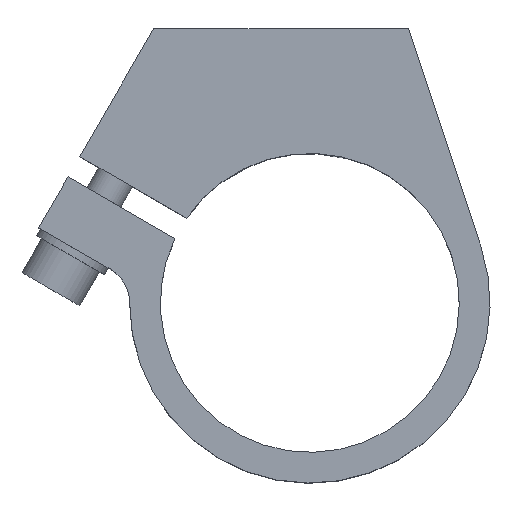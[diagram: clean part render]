
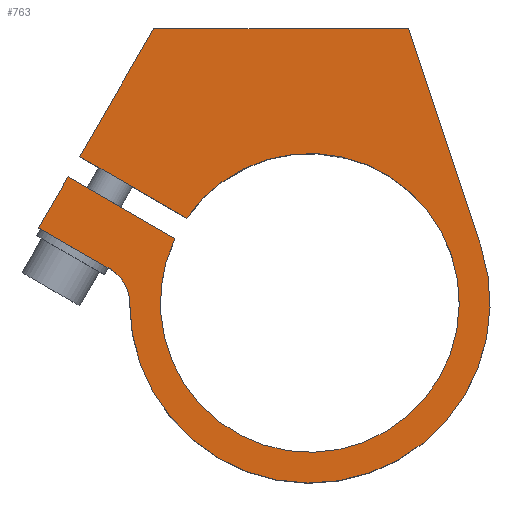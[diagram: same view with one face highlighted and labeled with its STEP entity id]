
A CAD part, top view. The second image highlights one B-rep face of the part: STEP entity #763.
In plain terms, the highlighted planar face has unit normal (0, 0, 1).
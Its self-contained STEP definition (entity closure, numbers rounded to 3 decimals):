
#30=LINE('',#1109,#54);
#34=LINE('',#1117,#58);
#37=LINE('',#1125,#61);
#42=LINE('',#1143,#66);
#45=LINE('',#1157,#69);
#48=LINE('',#1163,#72);
#51=LINE('',#1171,#75);
#54=VECTOR('',#899,1000.);
#58=VECTOR('',#905,1000.);
#61=VECTOR('',#912,1000.);
#66=VECTOR('',#931,1000.);
#69=VECTOR('',#944,1000.);
#72=VECTOR('',#949,1000.);
#75=VECTOR('',#956,1000.);
#83=PLANE('',#833);
#104=CIRCLE('',#817,5.);
#106=CIRCLE('',#820,23.);
#113=CIRCLE('',#832,19.075);
#188=ORIENTED_EDGE('',*,*,#257,.T.);
#189=ORIENTED_EDGE('',*,*,#261,.T.);
#190=ORIENTED_EDGE('',*,*,#265,.T.);
#191=ORIENTED_EDGE('',*,*,#268,.T.);
#192=ORIENTED_EDGE('',*,*,#271,.T.);
#193=ORIENTED_EDGE('',*,*,#274,.T.);
#194=ORIENTED_EDGE('',*,*,#281,.T.);
#195=ORIENTED_EDGE('',*,*,#284,.T.);
#196=ORIENTED_EDGE('',*,*,#288,.T.);
#197=ORIENTED_EDGE('',*,*,#290,.T.);
#257=EDGE_CURVE('',#317,#316,#30,.T.);
#261=EDGE_CURVE('',#316,#319,#34,.T.);
#265=EDGE_CURVE('',#319,#322,#37,.T.);
#268=EDGE_CURVE('',#322,#324,#104,.T.);
#271=EDGE_CURVE('',#324,#326,#106,.T.);
#274=EDGE_CURVE('',#326,#328,#42,.T.);
#281=EDGE_CURVE('',#328,#334,#45,.T.);
#284=EDGE_CURVE('',#334,#336,#48,.T.);
#288=EDGE_CURVE('',#336,#339,#51,.T.);
#290=EDGE_CURVE('',#339,#317,#113,.T.);
#316=VERTEX_POINT('',#1108);
#317=VERTEX_POINT('',#1110);
#319=VERTEX_POINT('',#1116);
#322=VERTEX_POINT('',#1124);
#324=VERTEX_POINT('',#1130);
#326=VERTEX_POINT('',#1136);
#328=VERTEX_POINT('',#1142);
#334=VERTEX_POINT('',#1156);
#336=VERTEX_POINT('',#1162);
#339=VERTEX_POINT('',#1170);
#385=EDGE_LOOP('',(#188,#189,#190,#191,#192,#193,#194,#195,#196,#197));
#455=FACE_BOUND('',#385,.T.);
#763=ADVANCED_FACE('',(#455),#83,.F.);
#817=AXIS2_PLACEMENT_3D('',#1131,#918,#919);
#820=AXIS2_PLACEMENT_3D('',#1137,#925,#926);
#832=AXIS2_PLACEMENT_3D('',#1174,#961,#962);
#833=AXIS2_PLACEMENT_3D('',#1175,#963,#964);
#899=DIRECTION('',(-0.866,0.5,0.));
#905=DIRECTION('',(-0.5,-0.866,0.));
#912=DIRECTION('',(0.866,-0.5,0.));
#918=DIRECTION('',(0.,0.,-1.));
#919=DIRECTION('',(1.,0.,0.));
#925=DIRECTION('',(0.,0.,1.));
#926=DIRECTION('',(-1.,0.,0.));
#931=DIRECTION('',(-0.316,0.949,0.));
#944=DIRECTION('',(-1.,0.,0.));
#949=DIRECTION('',(-0.5,-0.866,0.));
#956=DIRECTION('',(0.866,-0.5,0.));
#961=DIRECTION('',(0.,0.,-1.));
#962=DIRECTION('',(0.,1.,0.));
#963=DIRECTION('',(0.,0.,-1.));
#964=DIRECTION('',(-1.,0.,0.));
#1108=CARTESIAN_POINT('',(-30.852,16.08,11.));
#1109=CARTESIAN_POINT('',(-30.852,16.08,11.));
#1110=CARTESIAN_POINT('',(-17.218,8.209,11.));
#1116=CARTESIAN_POINT('',(-34.602,9.585,11.));
#1117=CARTESIAN_POINT('',(-30.852,16.08,11.));
#1124=CARTESIAN_POINT('',(-25.5,4.33,11.));
#1125=CARTESIAN_POINT('',(-34.602,9.585,11.));
#1130=CARTESIAN_POINT('',(-23.,0.,11.));
#1131=CARTESIAN_POINT('',(-28.,0.,11.));
#1136=CARTESIAN_POINT('',(21.825,7.257,11.));
#1137=CARTESIAN_POINT('',(0.,0.,11.));
#1142=CARTESIAN_POINT('',(12.6,35.,11.));
#1143=CARTESIAN_POINT('',(12.6,35.,11.));
#1156=CARTESIAN_POINT('',(-19.929,35.,11.));
#1157=CARTESIAN_POINT('',(-19.929,35.,11.));
#1162=CARTESIAN_POINT('',(-29.352,18.678,11.));
#1163=CARTESIAN_POINT('',(-19.929,35.,11.));
#1170=CARTESIAN_POINT('',(-15.718,10.807,11.));
#1171=CARTESIAN_POINT('',(-29.352,18.678,11.));
#1174=CARTESIAN_POINT('',(0.,0.,11.));
#1175=CARTESIAN_POINT('',(-28.,0.,11.));
